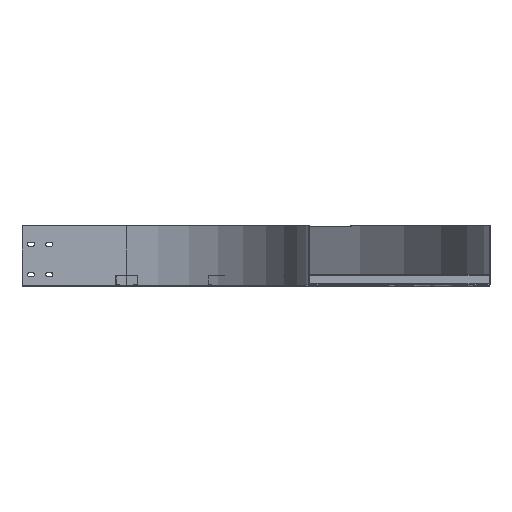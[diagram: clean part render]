
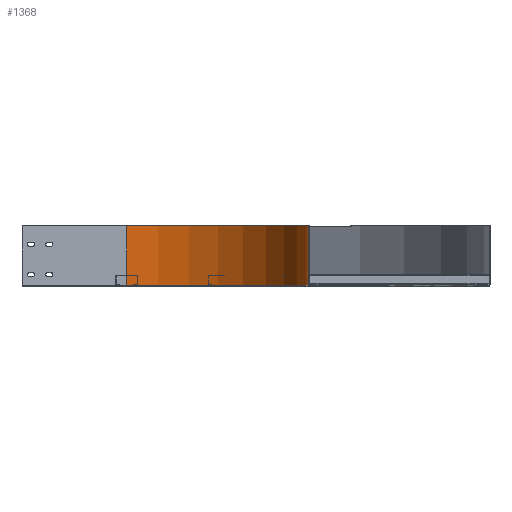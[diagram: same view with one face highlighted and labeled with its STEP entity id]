
A CAD part, top view. The second image highlights one B-rep face of the part: STEP entity #1368.
In plain terms, the highlighted cylindrical face has radius 300 mm (diameter 600 mm), a partial arc.
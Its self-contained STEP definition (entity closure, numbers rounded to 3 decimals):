
#470 = CARTESIAN_POINT ( 'NONE',  ( 0., -41.13, -173. ) ) ;
#476 = CARTESIAN_POINT ( 'NONE',  ( 0., 57.07, -173. ) ) ;
#479 = CARTESIAN_POINT ( 'NONE',  ( -300., 57.07, -473. ) ) ;
#643 = CARTESIAN_POINT ( 'NONE',  ( 0., -41.13, -173. ) ) ;
#644 = DIRECTION ( 'NONE',  ( 0., -1., 0. ) ) ;
#651 = DIRECTION ( 'NONE',  ( 0., -1., 0. ) ) ;
#653 = CARTESIAN_POINT ( 'NONE',  ( -300., -41.13, -473. ) ) ;
#654 = CARTESIAN_POINT ( 'NONE',  ( -300., 57.07, -173. ) ) ;
#655 = DIRECTION ( 'NONE',  ( 0., 1., 0. ) ) ;
#656 = DIRECTION ( 'NONE',  ( 0., 0., 1. ) ) ;
#658 = CARTESIAN_POINT ( 'NONE',  ( -300., -41.13, -173. ) ) ;
#659 = DIRECTION ( 'NONE',  ( 0., 1., 0. ) ) ;
#660 = DIRECTION ( 'NONE',  ( 0., 0., 1. ) ) ;
#1014 = EDGE_LOOP ( 'NONE', ( #6713, #6714, #6715, #6716 ) ) ;
#1368 = ADVANCED_FACE ( 'NONE', ( #1915 ), #1919, .F. ) ;
#1779 = DIRECTION ( 'NONE',  ( 0., 0., 1. ) ) ;
#1786 = DIRECTION ( 'NONE',  ( 0., 1., 0. ) ) ;
#1787 = CARTESIAN_POINT ( 'NONE',  ( -300., 0., -173. ) ) ;
#1915 = FACE_OUTER_BOUND ( 'NONE', #1014, .T. ) ;
#1919 = CYLINDRICAL_SURFACE ( 'NONE', #3231, 300. ) ;
#2949 = EDGE_CURVE ( 'NONE', #6606, #6600, #5660, .T. ) ;
#2950 = EDGE_CURVE ( 'NONE', #6606, #6609, #5657, .T. ) ;
#2951 = EDGE_CURVE ( 'NONE', #6609, #4667, #5661, .T. ) ;
#2952 = EDGE_CURVE ( 'NONE', #6600, #4667, #5664, .T. ) ;
#3231 = AXIS2_PLACEMENT_3D ( 'NONE', #1787, #1786, #1779 ) ;
#3626 = CARTESIAN_POINT ( 'NONE',  ( -300., -41.13, -473. ) ) ;
#4108 = AXIS2_PLACEMENT_3D ( 'NONE', #654, #655, #656 ) ;
#4109 = AXIS2_PLACEMENT_3D ( 'NONE', #658, #659, #660 ) ;
#4667 = VERTEX_POINT ( 'NONE', #3626 ) ;
#5657 = CIRCLE ( 'NONE', #4108, 300. ) ;
#5660 = LINE ( 'NONE', #643, #5662 ) ;
#5661 = LINE ( 'NONE', #653, #5665 ) ;
#5662 = VECTOR ( 'NONE', #644, 1000. ) ;
#5664 = CIRCLE ( 'NONE', #4109, 300. ) ;
#5665 = VECTOR ( 'NONE', #651, 1000. ) ;
#6600 = VERTEX_POINT ( 'NONE', #470 ) ;
#6606 = VERTEX_POINT ( 'NONE', #476 ) ;
#6609 = VERTEX_POINT ( 'NONE', #479 ) ;
#6713 = ORIENTED_EDGE ( 'NONE', *, *, #2949, .F. ) ;
#6714 = ORIENTED_EDGE ( 'NONE', *, *, #2950, .T. ) ;
#6715 = ORIENTED_EDGE ( 'NONE', *, *, #2951, .T. ) ;
#6716 = ORIENTED_EDGE ( 'NONE', *, *, #2952, .F. ) ;
